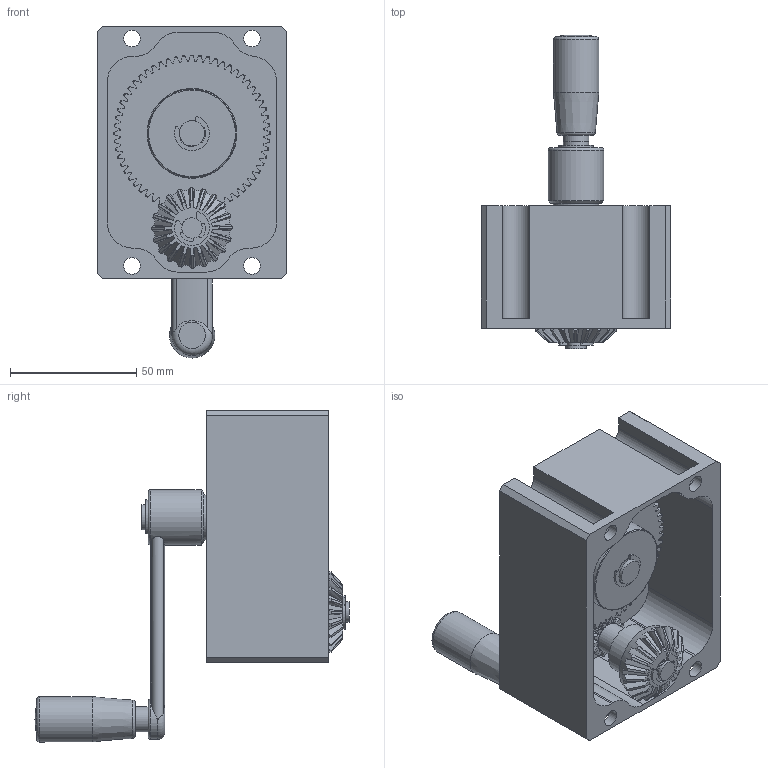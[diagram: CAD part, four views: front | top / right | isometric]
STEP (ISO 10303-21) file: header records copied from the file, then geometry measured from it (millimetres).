
FILE_DESCRIPTION(/* description */ (''),/* implementation_level */ '2;1');
FILE_NAME(/* name */ 'AssemblageStep1Assembled.stp',/* time_stamp */ '2022-05-31T09:31:37+02:00',/* author */ ('Nathann'),/* organization */ (''),/* preprocessor_version */ 'ST-DEVELOPER v16.13',/* originating_system */ 'Autodesk Inventor 2018',/* authorisation */ '');
FILE_SCHEMA (('AUTOMOTIVE_DESIGN { 1 0 10303 214 3 1 1 }'));
Products named in the file (13): AssemblagePiecePresentation; 2662N415_20DegreePressureAnglePlasticGear; 2662N435_20DegreePressureAnglePlasticGear; 2977N12_Rounded Machine Key; 6545N13_303 Stainless Steel Unthreaded Through-Hole Crank Handle; AxeVerticalCaptif; AxeVerticalManivelle; CarterEngrennage; 2810N4_PlasticMiterGear; 2977N13_Rounded Machine Key; 57785K318_Food Industry Dry-Running Sleeve Bearing; 57785K314_Food Industry Dry-Running Sleeve Bearing; 98317A224_Side-Mount External Retaining Ring
Assembly tree (18 placements, depth 2):
  AssemblagePiecePresentation
    2662N415_20DegreePressureAnglePlasticGear
    2662N435_20DegreePressureAnglePlasticGear
    2977N12_Rounded Machine Key
    2977N13_Rounded Machine Key  x2
    6545N13_303 Stainless Steel Unthreaded Through-Hole Crank Handle
    57785K314_Food Industry Dry-Running Sleeve Bearing  x2
    57785K318_Food Industry Dry-Running Sleeve Bearing  x2
    AxeVerticalCaptif
    AxeVerticalManivelle
    CarterEngrennage
    2810N4_PlasticMiterGear
    98317A224_Side-Mount External Retaining Ring  x4
Bounding box: 75 x 124.37 x 131.5 mm (x, y, z)
Volume: 217189.9 mm3; surface area: 78683.1 mm2
Topology: 18 solids, 18 shells, 991 faces, 2762 edges, 1828 vertices
Faces by surface type: cylinder 570, plane 165, torus 163, bspline 60, cone 32, sphere 1
Full cylindrical faces by diameter (mm): 6.6 x4, 7 x4, 8 x3, 8.025 x2, 8.2 x1, 10 x4, 10.015 x2, 10.025 x2, 12 x2, 12.018 x2, 15 x2, 16 x1, 18 x3, 20 x1, 22 x1, 30 x1, 35 x1
Entity records: 34321 total; most frequent: CARTESIAN_POINT 10247, DIRECTION 5151, ORIENTED_EDGE 4998, EDGE_CURVE 2499, AXIS2_PLACEMENT_3D 2214, VERTEX_POINT 1684, CIRCLE 1334, EDGE_LOOP 1003
